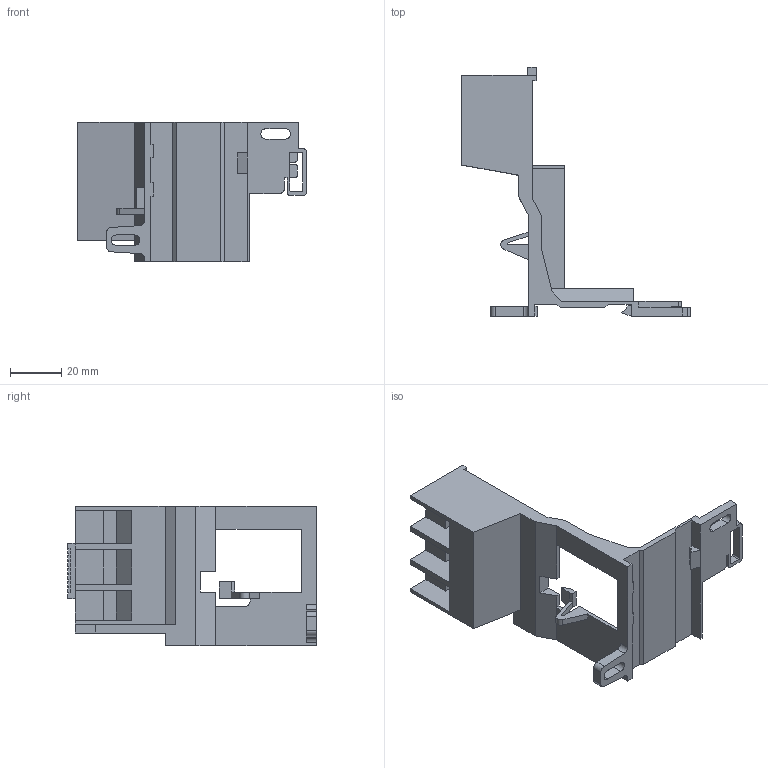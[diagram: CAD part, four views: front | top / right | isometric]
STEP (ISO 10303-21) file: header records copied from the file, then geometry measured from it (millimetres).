
FILE_DESCRIPTION (( 'STEP AP214' ), '1' );
FILE_NAME ('Äåðæàòåëü ê òåïëîâîìó ðåëå ÐÒÝ.STEP', '2018-08-03T07:57:17', ( '' ), ( '' ), 'SwSTEP 2.0', 'SolidWorks 2017', '' );
FILE_SCHEMA (( 'AUTOMOTIVE_DESIGN' ));
Length unit declared in the file: millimetre
Products named in the file (1): Äåðæàòåëü ê òåïëîâîìó ðåëå ÐÒÝ
Bounding box: 88.99 x 97 x 54.5 mm (x, y, z)
Volume: 53845.8 mm3; surface area: 25374 mm2
Topology: 1 solids, 1 shells, 212 faces, 628 edges, 416 vertices
Faces by surface type: plane 183, cylinder 29
Entity records: 7048 total; most frequent: CARTESIAN_POINT 1257, ORIENTED_EDGE 1256, DIRECTION 1112, EDGE_CURVE 628, VECTOR 570, LINE 570, VERTEX_POINT 416, AXIS2_PLACEMENT_3D 271
